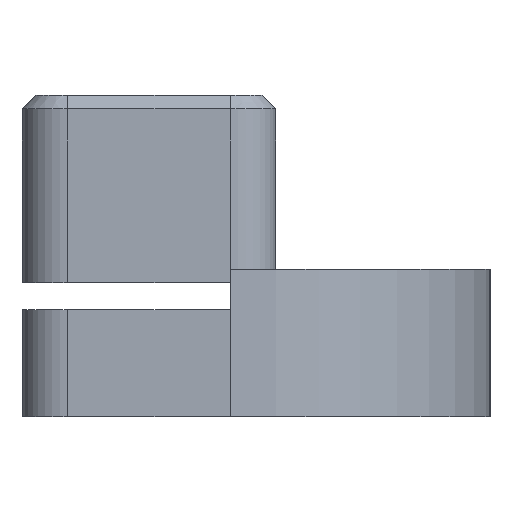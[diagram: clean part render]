
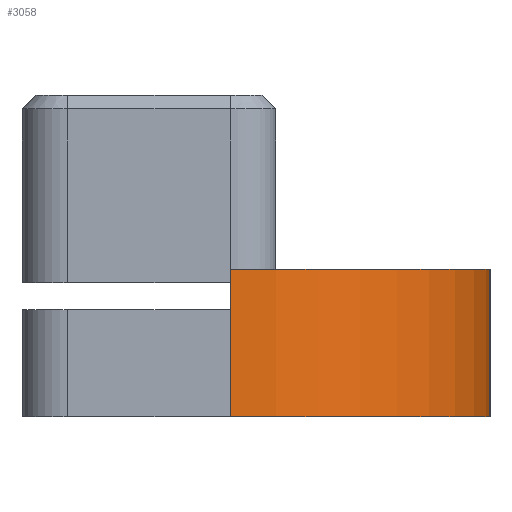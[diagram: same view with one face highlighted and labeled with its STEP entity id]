
A CAD part, left-side view. The second image highlights one B-rep face of the part: STEP entity #3058.
In plain terms, the highlighted cylindrical face has radius 9.7 mm (diameter 19.4 mm), a partial arc.
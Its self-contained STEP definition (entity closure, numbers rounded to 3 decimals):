
#35=CYLINDRICAL_SURFACE('',#3271,9.7);
#111=CIRCLE('',#3272,9.7);
#112=CIRCLE('',#3273,9.7);
#250=FACE_OUTER_BOUND('',#424,.T.);
#424=EDGE_LOOP('',(#2225,#2226,#2227,#2228));
#690=LINE('',#4724,#1032);
#691=LINE('',#4730,#1033);
#1032=VECTOR('',#3758,10.);
#1033=VECTOR('',#3765,10.);
#1365=VERTEX_POINT('',#4717);
#1368=VERTEX_POINT('',#4722);
#1369=VERTEX_POINT('',#4726);
#1370=VERTEX_POINT('',#4728);
#1697=EDGE_CURVE('',#1365,#1368,#690,.T.);
#1698=EDGE_CURVE('',#1369,#1365,#111,.T.);
#1699=EDGE_CURVE('',#1370,#1368,#112,.T.);
#1700=EDGE_CURVE('',#1369,#1370,#691,.T.);
#2225=ORIENTED_EDGE('',*,*,#1698,.T.);
#2226=ORIENTED_EDGE('',*,*,#1697,.T.);
#2227=ORIENTED_EDGE('',*,*,#1699,.F.);
#2228=ORIENTED_EDGE('',*,*,#1700,.F.);
#3058=ADVANCED_FACE('',(#250),#35,.T.);
#3271=AXIS2_PLACEMENT_3D('',#4725,#3759,#3760);
#3272=AXIS2_PLACEMENT_3D('',#4727,#3761,#3762);
#3273=AXIS2_PLACEMENT_3D('',#4729,#3763,#3764);
#3758=DIRECTION('',(0.,0.,1.));
#3759=DIRECTION('center_axis',(0.,0.,1.));
#3760=DIRECTION('ref_axis',(-1.,0.,0.));
#3761=DIRECTION('center_axis',(0.,0.,1.));
#3762=DIRECTION('ref_axis',(-1.,0.,0.));
#3763=DIRECTION('center_axis',(0.,0.,1.));
#3764=DIRECTION('ref_axis',(-1.,0.,0.));
#3765=DIRECTION('',(0.,0.,1.));
#4717=CARTESIAN_POINT('',(125.88,-101.2,0.));
#4722=CARTESIAN_POINT('',(125.88,-101.2,5.5));
#4724=CARTESIAN_POINT('',(125.88,-101.2,0.));
#4725=CARTESIAN_POINT('Origin',(125.88,-91.5,0.));
#4726=CARTESIAN_POINT('',(116.18,-91.5,0.));
#4727=CARTESIAN_POINT('Origin',(125.88,-91.5,0.));
#4728=CARTESIAN_POINT('',(116.18,-91.5,5.5));
#4729=CARTESIAN_POINT('Origin',(125.88,-91.5,5.5));
#4730=CARTESIAN_POINT('',(116.18,-91.5,0.));
